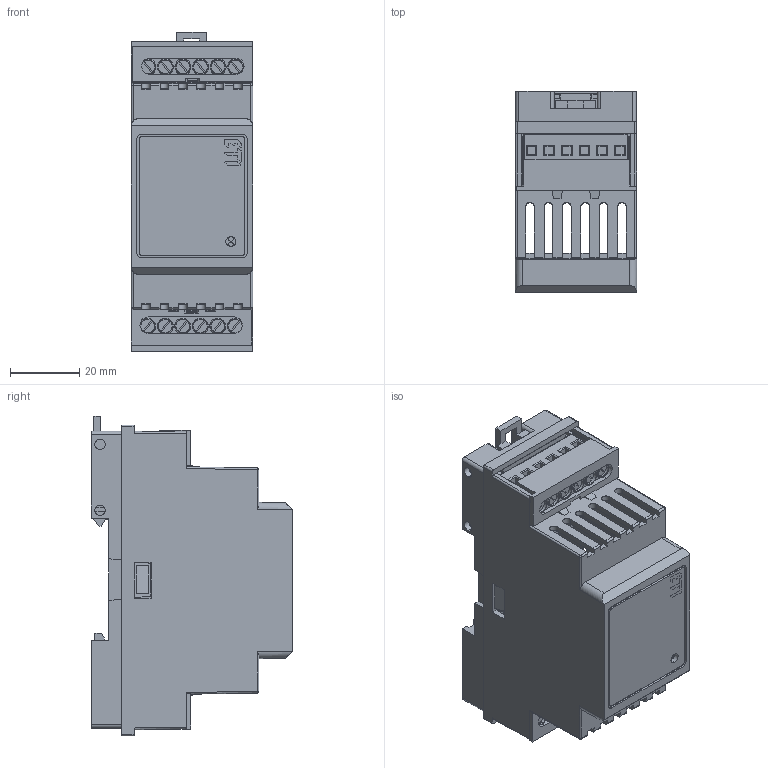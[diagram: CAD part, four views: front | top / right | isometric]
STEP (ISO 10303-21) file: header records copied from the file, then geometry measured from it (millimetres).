
FILE_DESCRIPTION((''),'2;1');
FILE_NAME('ASM0004_ASM','2021-02-18T',('marketing.praksa'),('Audax d.o.o.'),'CREO PARAMETRIC BY PTC INC, 2017480','CREO PARAMETRIC BY PTC INC, 2017480','');
FILE_SCHEMA(('AUTOMOTIVE_DESIGN { 1 0 10303 214 1 1 1 1 }'));
Length unit declared in the file: millimetre
Products named in the file (61): 470000492_2_3_1_1; 470000492_3_3_1_1; 130065102_3_1_1; 470000494_3_1_1; 623000203IN459000002V13006520_6; 623000203IN459000002V13006520_8; 623000203IN459000002V13006520_7_ASM; HOTGLUE_V_130065100_3_1_1; 130065100_ASM_3_ASM_1_1_ASM; AROUND_SCREW_1_1_2_1; AROUND_SCREW_1_1_2_2; AROUND_SCREW_1_1_2_3; AROUND_SCREW_1_1_2_4; AROUND_SCREW_1_1_2_5; AROUND_SCREW_1_1_2_6; AROUND_SCREW_1_1_2_ASM; PRT0054_1_1_2_1; PRT0054_1_1_2_2; PRT0054_1_1_2_3; PRT0054_1_1_2_4; PRT0054_1_1_2_5; PRT0054_1_1_2_6; PRT0054_1_1_2_ASM; BOTTOM_COPPER_1_1_2_1; BOTTOM_COPPER_1_1_2_2; BOTTOM_COPPER_1_1_2_3; BOTTOM_COPPER_1_1_2_4; BOTTOM_COPPER_1_1_2_5; BOTTOM_COPPER_1_1_2_6; BOTTOM_COPPER_1_1_2_ASM; PRT0056_1_1_2_1; PRT0056_1_1_2_2; PRT0056_1_1_2_3; PRT0056_1_1_2_4; PRT0056_1_1_2_5; PRT0056_1_1_2_6; PRT0056_1_1_2_ASM; BOTTOM_1_1; PRT0057_1_1_2_1; PRT0057_1_1_2_2 ...
Assembly tree (61 placements, depth 5):
  ASM0004_ASM
    ETITEC_FILT_D_20_275F_8AG_ASM_2_ASM
      130065100_ASM_3_ASM_1_1_ASM
        470000492_2_3_1_1
        470000492_3_3_1_1
        130065102_3_1_1
        470000494_3_1_1  x2
        623000203IN459000002V13006520_7_ASM
          623000203IN459000002V13006520_6
          623000203IN459000002V13006520_8
        HOTGLUE_V_130065100_3_1_1
      AROUND_SCREW_1_1_2_ASM
        AROUND_SCREW_1_1_2_1
        AROUND_SCREW_1_1_2_2
        AROUND_SCREW_1_1_2_3
        AROUND_SCREW_1_1_2_4
        AROUND_SCREW_1_1_2_5
        AROUND_SCREW_1_1_2_6
      PRT0054_1_1_2_ASM
        PRT0054_1_1_2_1
        PRT0054_1_1_2_2
        PRT0054_1_1_2_3
        PRT0054_1_1_2_4
        PRT0054_1_1_2_5
        PRT0054_1_1_2_6
      BOTTOM_COPPER_1_1_2_ASM
        BOTTOM_COPPER_1_1_2_1
        BOTTOM_COPPER_1_1_2_2
        BOTTOM_COPPER_1_1_2_3
        BOTTOM_COPPER_1_1_2_4
        BOTTOM_COPPER_1_1_2_5
        BOTTOM_COPPER_1_1_2_6
      PRT0056_1_1_2_ASM
        PRT0056_1_1_2_1
        PRT0056_1_1_2_2
        PRT0056_1_1_2_3
        PRT0056_1_1_2_4
        PRT0056_1_1_2_5
        PRT0056_1_1_2_6
      BOTTOM_1_1
      PRT0057_1_1_2_ASM
        PRT0057_1_1_2_1
        PRT0057_1_1_2_2
        PRT0057_1_1_2_3
        PRT0057_1_1_2_4
        PRT0057_1_1_2_5
        PRT0057_1_1_2_6
      PRT0058_1_1
      PRT0059_1_1_2_ASM
        PRT0059_1_1_2_1
        PRT0059_1_1_2_2
        PRT0059_1_1_2_3
        PRT0059_1_1_2_4
        PRT0059_1_1_2_5
        PRT0059_1_1_2_6
    PRT0060
    LOGO_X-7_41_Y-4_55_ASM
      ASM0011_ASM
        TMP_DWG_65_1_1_1_2_1_2_3
        TMP_DWG_65_1_2_1_2_1_2_3
Bounding box: 35 x 57.99 x 92.2 mm (x, y, z)
Volume: 36807 mm3; surface area: 47483.9 mm2
Topology: 55 solids, 55 shells, 1315 faces, 3476 edges, 2260 vertices
Faces by surface type: plane 981, cylinder 282, torus 28, sphere 20, bspline 4
Entity records: 58227 total; most frequent: CARTESIAN_POINT 8409, DIRECTION 6892, ORIENTED_EDGE 6732, PRESENTATION_STYLE_ASSIGNMENT 3868, STYLED_ITEM 3820, CURVE_STYLE 3366, EDGE_CURVE 3366, VECTOR 2586
